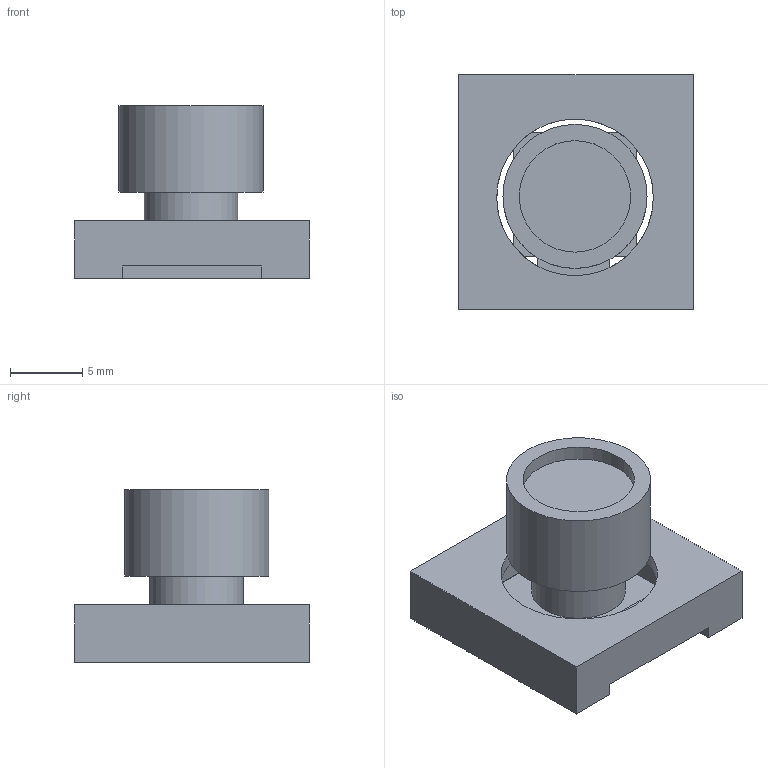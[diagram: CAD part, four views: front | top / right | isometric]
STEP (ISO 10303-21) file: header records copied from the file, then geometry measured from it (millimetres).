
FILE_DESCRIPTION(/* description */ (''),/* implementation_level */ '2;1');
FILE_NAME(/* name */ 'raspberry pi camera (case and model).step',/* time_stamp */ '2025-07-27T16:30:19-05:00',/* author */ (''),/* organization */ (''),/* preprocessor_version */ 'ST-DEVELOPER v20.1',/* originating_system */ 'Autodesk Translation Framework v14.10.0.0',/* authorisation */ '');
FILE_SCHEMA (('AUTOMOTIVE_DESIGN { 1 0 10303 214 3 1 1 }'));
Length unit declared in the file: millimetre
Products named in the file (1): 2025-07-23-11-36-09-396
Bounding box: 16.3 x 16.3 x 12 mm (x, y, z)
Volume: 1107.4 mm3; surface area: 1515.6 mm2
Topology: 4 solids, 4 shells, 34 faces, 76 edges, 50 vertices
Faces by surface type: plane 30, cylinder 4
Full cylindrical faces by diameter (mm): 6.518 x1, 7.741 x1, 10 x1, 10.875 x1
Entity records: 982 total; most frequent: CARTESIAN_POINT 161, DIRECTION 156, ORIENTED_EDGE 152, EDGE_CURVE 76, LINE 66, VECTOR 66, VERTEX_POINT 50, AXIS2_PLACEMENT_3D 45
